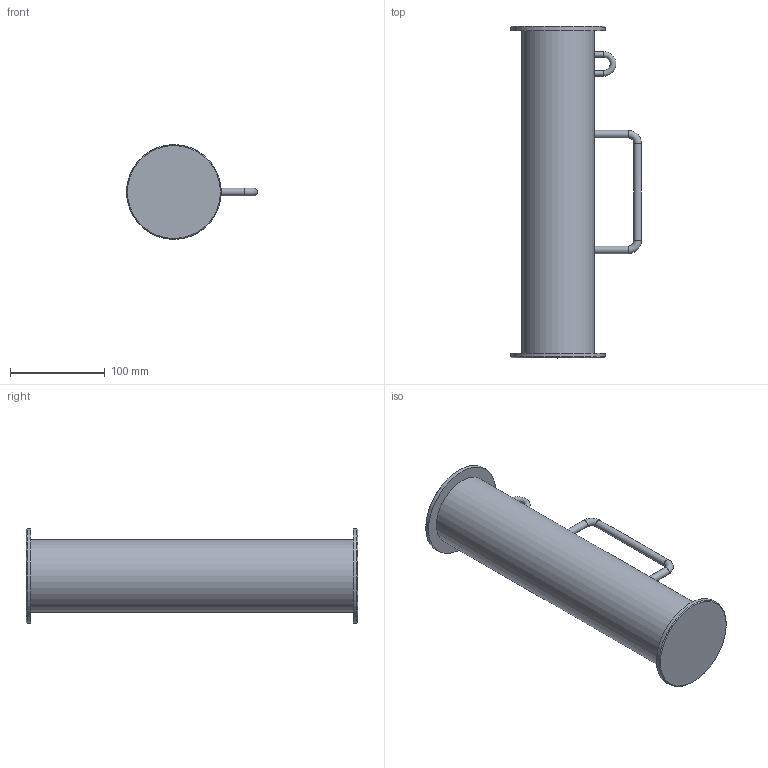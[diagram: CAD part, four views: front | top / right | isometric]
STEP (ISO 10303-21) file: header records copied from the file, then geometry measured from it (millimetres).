
FILE_DESCRIPTION (( 'STEP AP203' ), '1' );
FILE_NAME ('160R13010-¦w¥þ±ì.STEP', '2023-11-03T01:37:27', ( '' ), ( '' ), 'SwSTEP 2.0', 'SolidWorks 2018', '' );
FILE_SCHEMA (( 'CONFIG_CONTROL_DESIGN' ));
Length unit declared in the file: millimetre
Products named in the file (1): 160R13010-安全桿
Bounding box: 138.15 x 350 x 100 mm (x, y, z)
Volume: 413461.4 mm3; surface area: 192599.1 mm2
Topology: 3 solids, 4 shells, 24 faces, 35 edges, 21 vertices
Faces by surface type: plane 10, cylinder 9, torus 3, cone 2
Full cylindrical faces by diameter (mm): 6 x2, 8 x3, 67.9 x1, 76.3 x1, 100 x2
Entity records: 515 total; most frequent: DIRECTION 90, CARTESIAN_POINT 65, AXIS2_PLACEMENT_3D 45, ORIENTED_EDGE 40, EDGE_LOOP 40, FACE_OUTER_BOUND 36, ADVANCED_FACE 24, CIRCLE 20
